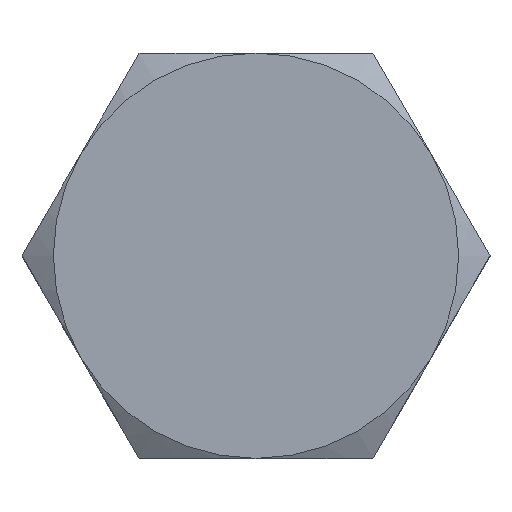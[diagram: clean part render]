
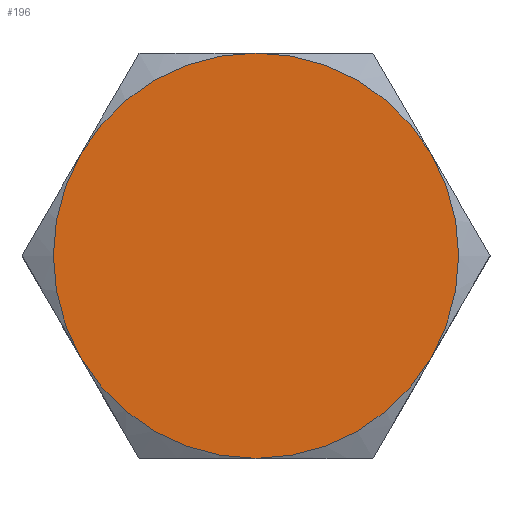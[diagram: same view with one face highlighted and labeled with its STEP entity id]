
A CAD part, top view. The second image highlights one B-rep face of the part: STEP entity #196.
In plain terms, the highlighted planar face has unit normal (0, 0, 1).
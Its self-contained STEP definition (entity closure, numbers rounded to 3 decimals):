
#2 = VERTEX_POINT ( 'NONE', #155 ) ;
#61 = VERTEX_POINT ( 'NONE', #303 ) ;
#89 = EDGE_CURVE ( 'NONE', #244, #193, #406, .T. ) ;
#95 = EDGE_CURVE ( 'NONE', #2, #61, #403, .T. ) ;
#132 = VERTEX_POINT ( 'NONE', #495 ) ;
#155 = CARTESIAN_POINT ( 'NONE',  ( 9.526, -5.5, 9. ) ) ;
#181 = EDGE_CURVE ( 'NONE', #193, #199, #599, .T. ) ;
#183 = EDGE_CURVE ( 'NONE', #199, #132, #595, .T. ) ;
#193 = VERTEX_POINT ( 'NONE', #530 ) ;
#194 = EDGE_CURVE ( 'NONE', #132, #2, #635, .T. ) ;
#196 = ADVANCED_FACE ( 'NONE', ( #519 ), #560, .F. ) ;
#197 = EDGE_LOOP ( 'NONE', ( #198, #201, #202, #243, #224, #225 ) ) ;
#198 = ORIENTED_EDGE ( 'NONE', *, *, #194, .T. ) ;
#199 = VERTEX_POINT ( 'NONE', #561 ) ;
#201 = ORIENTED_EDGE ( 'NONE', *, *, #95, .T. ) ;
#202 = ORIENTED_EDGE ( 'NONE', *, *, #203, .T. ) ;
#203 = EDGE_CURVE ( 'NONE', #61, #244, #540, .T. ) ;
#224 = ORIENTED_EDGE ( 'NONE', *, *, #181, .T. ) ;
#225 = ORIENTED_EDGE ( 'NONE', *, *, #183, .T. ) ;
#243 = ORIENTED_EDGE ( 'NONE', *, *, #89, .T. ) ;
#244 = VERTEX_POINT ( 'NONE', #584 ) ;
#303 = CARTESIAN_POINT ( 'NONE',  ( 9.526, 5.5, 9. ) ) ;
#393 = DIRECTION ( 'NONE',  ( 0., -1., 0. ) ) ;
#394 = DIRECTION ( 'NONE',  ( 0., 0., 1. ) ) ;
#395 = AXIS2_PLACEMENT_3D ( 'NONE', #422, #394, #393 ) ;
#399 = DIRECTION ( 'NONE',  ( 0., -1., 0. ) ) ;
#400 = DIRECTION ( 'NONE',  ( 0., 0., 1. ) ) ;
#401 = CARTESIAN_POINT ( 'NONE',  ( 0., 0., 9. ) ) ;
#402 = AXIS2_PLACEMENT_3D ( 'NONE', #401, #400, #399 ) ;
#403 = CIRCLE ( 'NONE', #402, 11. ) ;
#406 = CIRCLE ( 'NONE', #395, 11. ) ;
#422 = CARTESIAN_POINT ( 'NONE',  ( 0., 0., 9. ) ) ;
#495 = CARTESIAN_POINT ( 'NONE',  ( 0., -11., 9. ) ) ;
#519 = FACE_OUTER_BOUND ( 'NONE', #197, .T. ) ;
#520 = DIRECTION ( 'NONE',  ( 0., 0., 1. ) ) ;
#524 = DIRECTION ( 'NONE',  ( 0., -1., 0. ) ) ;
#530 = CARTESIAN_POINT ( 'NONE',  ( -9.526, 5.5, 9. ) ) ;
#532 = CARTESIAN_POINT ( 'NONE',  ( 0., 0., 9. ) ) ;
#536 = DIRECTION ( 'NONE',  ( 0., -1., 0. ) ) ;
#537 = DIRECTION ( 'NONE',  ( 0., 0., 1. ) ) ;
#538 = CARTESIAN_POINT ( 'NONE',  ( 0., 0., 9. ) ) ;
#539 = AXIS2_PLACEMENT_3D ( 'NONE', #538, #537, #536 ) ;
#540 = CIRCLE ( 'NONE', #539, 11. ) ;
#560 = PLANE ( 'NONE',  #576 ) ;
#561 = CARTESIAN_POINT ( 'NONE',  ( -9.526, -5.5, 9. ) ) ;
#569 = AXIS2_PLACEMENT_3D ( 'NONE', #594, #520, #524 ) ;
#574 = DIRECTION ( 'NONE',  ( 0., 1., 0. ) ) ;
#575 = DIRECTION ( 'NONE',  ( 0., 0., -1. ) ) ;
#576 = AXIS2_PLACEMENT_3D ( 'NONE', #631, #575, #574 ) ;
#583 = AXIS2_PLACEMENT_3D ( 'NONE', #636, #641, #640 ) ;
#584 = CARTESIAN_POINT ( 'NONE',  ( 0., 11., 9. ) ) ;
#594 = CARTESIAN_POINT ( 'NONE',  ( 0., 0., 9. ) ) ;
#595 = CIRCLE ( 'NONE', #583, 11. ) ;
#599 = CIRCLE ( 'NONE', #569, 11. ) ;
#631 = CARTESIAN_POINT ( 'NONE',  ( 0., 11., 9. ) ) ;
#632 = DIRECTION ( 'NONE',  ( 0., -1., 0. ) ) ;
#633 = DIRECTION ( 'NONE',  ( 0., 0., 1. ) ) ;
#634 = AXIS2_PLACEMENT_3D ( 'NONE', #532, #633, #632 ) ;
#635 = CIRCLE ( 'NONE', #634, 11. ) ;
#636 = CARTESIAN_POINT ( 'NONE',  ( 0., 0., 9. ) ) ;
#640 = DIRECTION ( 'NONE',  ( 0., -1., 0. ) ) ;
#641 = DIRECTION ( 'NONE',  ( 0., 0., 1. ) ) ;
